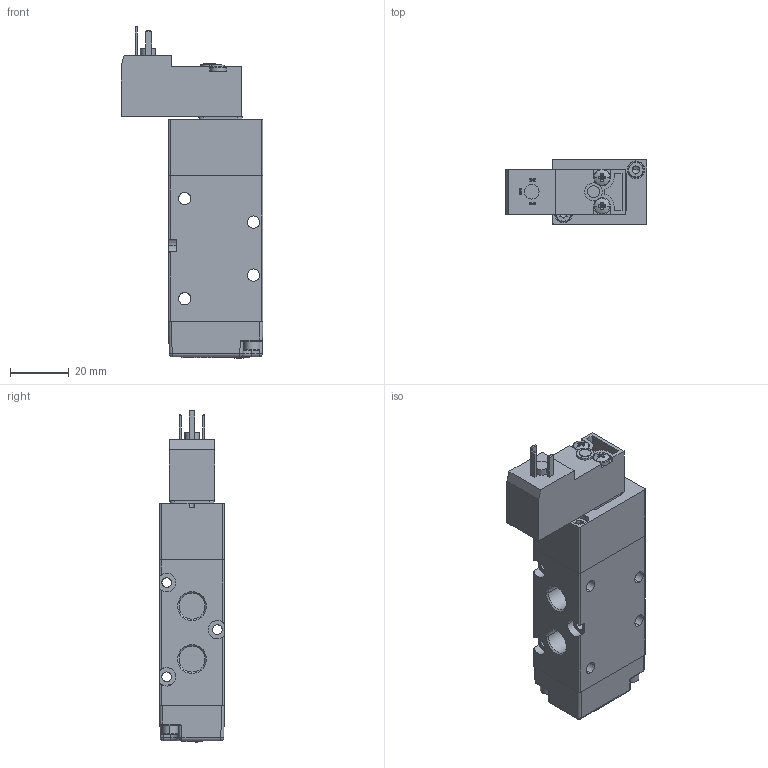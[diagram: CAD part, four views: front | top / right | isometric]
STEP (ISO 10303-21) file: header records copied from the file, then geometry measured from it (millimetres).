
FILE_DESCRIPTION (( 'STEP AP214' ), '1' );
FILE_NAME ('00_236_4.STEP', '2016-01-15T09:09:30', ( '' ), ( '' ), 'SwSTEP 2.0', 'SolidWorks 2016', '' );
FILE_SCHEMA (( 'AUTOMOTIVE_DESIGN' ));
Length unit declared in the file: millimetre
Products named in the file (1): 00_236_4
Bounding box: 48.1 x 22 x 112.8 mm (x, y, z)
Volume: 63222 mm3; surface area: 22036.4 mm2
Topology: 8 solids, 8 shells, 1246 faces, 3315 edges, 2099 vertices
Faces by surface type: plane 553, cone 380, cylinder 275, torus 18, bspline 14, sphere 6
Entity records: 47068 total; most frequent: CARTESIAN_POINT 9484, DIRECTION 6724, ORIENTED_EDGE 6588, EDGE_CURVE 3294, AXIS2_PLACEMENT_3D 2368, VERTEX_POINT 2096, VECTOR 1988, LINE 1988
